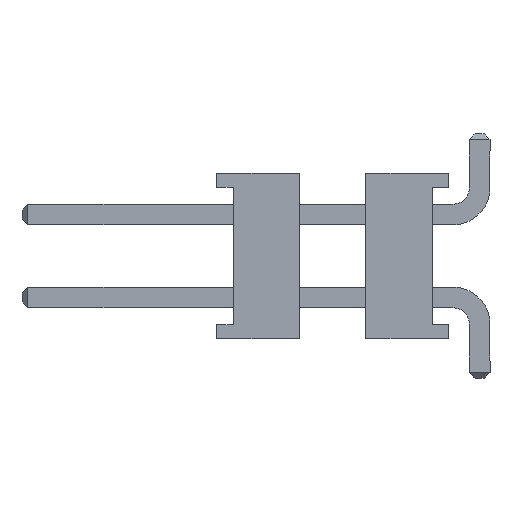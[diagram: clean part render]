
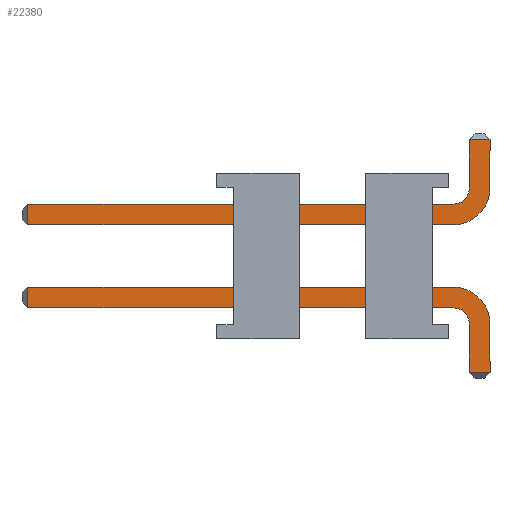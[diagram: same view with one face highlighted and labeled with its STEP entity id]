
A CAD part, left-side view. The second image highlights one B-rep face of the part: STEP entity #22380.
In plain terms, the highlighted planar face has unit normal (-1, 0, 0).
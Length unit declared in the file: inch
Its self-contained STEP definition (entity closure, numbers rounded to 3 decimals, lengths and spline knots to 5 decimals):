
#171=CIRCLE('',#23767,0.045);
#173=CIRCLE('',#23772,0.045);
#175=CIRCLE('',#23780,0.02);
#177=CIRCLE('',#23799,0.02);
#4873=ORIENTED_EDGE('',*,*,#9169,.F.);
#4874=ORIENTED_EDGE('',*,*,#9417,.T.);
#4875=ORIENTED_EDGE('',*,*,#9416,.F.);
#4876=ORIENTED_EDGE('',*,*,#9413,.T.);
#4877=ORIENTED_EDGE('',*,*,#9411,.F.);
#4878=ORIENTED_EDGE('',*,*,#9370,.F.);
#4879=ORIENTED_EDGE('',*,*,#9323,.F.);
#4880=ORIENTED_EDGE('',*,*,#9320,.F.);
#4881=ORIENTED_EDGE('',*,*,#8931,.F.);
#4882=ORIENTED_EDGE('',*,*,#9418,.T.);
#4883=ORIENTED_EDGE('',*,*,#8685,.F.);
#4884=ORIENTED_EDGE('',*,*,#9318,.F.);
#4885=ORIENTED_EDGE('',*,*,#8627,.F.);
#4886=ORIENTED_EDGE('',*,*,#9419,.T.);
#4887=ORIENTED_EDGE('',*,*,#8381,.F.);
#4888=ORIENTED_EDGE('',*,*,#9316,.F.);
#4889=ORIENTED_EDGE('',*,*,#9204,.F.);
#4890=ORIENTED_EDGE('',*,*,#9368,.F.);
#4891=ORIENTED_EDGE('',*,*,#9203,.F.);
#4892=ORIENTED_EDGE('',*,*,#9199,.T.);
#4893=ORIENTED_EDGE('',*,*,#9197,.F.);
#4894=ORIENTED_EDGE('',*,*,#9420,.T.);
#4895=ORIENTED_EDGE('',*,*,#9185,.F.);
#4896=ORIENTED_EDGE('',*,*,#9182,.F.);
#4897=ORIENTED_EDGE('',*,*,#9179,.F.);
#4898=ORIENTED_EDGE('',*,*,#9366,.F.);
#4899=ORIENTED_EDGE('',*,*,#9175,.F.);
#4900=ORIENTED_EDGE('',*,*,#9172,.F.);
#8381=EDGE_CURVE('',#10898,#10896,#13327,.T.);
#8627=EDGE_CURVE('',#11047,#11086,#13573,.T.);
#8685=EDGE_CURVE('',#11126,#11124,#13631,.T.);
#8931=EDGE_CURVE('',#11275,#11314,#13877,.T.);
#9169=EDGE_CURVE('',#11472,#11474,#14077,.T.);
#9172=EDGE_CURVE('',#11474,#11476,#171,.T.);
#9175=EDGE_CURVE('',#11476,#11478,#14081,.T.);
#9179=EDGE_CURVE('',#11482,#11480,#14085,.T.);
#9182=EDGE_CURVE('',#11480,#11484,#173,.T.);
#9185=EDGE_CURVE('',#11484,#11486,#14089,.T.);
#9197=EDGE_CURVE('',#11491,#11494,#14101,.T.);
#9199=EDGE_CURVE('',#11496,#11494,#175,.T.);
#9203=EDGE_CURVE('',#11496,#11498,#14105,.T.);
#9204=EDGE_CURVE('',#11499,#11500,#14106,.T.);
#9316=EDGE_CURVE('',#11500,#10898,#14218,.T.);
#9318=EDGE_CURVE('',#11086,#11126,#14220,.T.);
#9320=EDGE_CURVE('',#11314,#11527,#14222,.T.);
#9323=EDGE_CURVE('',#11527,#11529,#14225,.T.);
#9366=EDGE_CURVE('',#11478,#11482,#14268,.T.);
#9368=EDGE_CURVE('',#11498,#11499,#14270,.T.);
#9370=EDGE_CURVE('',#11529,#11532,#14272,.T.);
#9411=EDGE_CURVE('',#11532,#11534,#14313,.T.);
#9413=EDGE_CURVE('',#11536,#11534,#177,.T.);
#9416=EDGE_CURVE('',#11536,#11468,#14316,.T.);
#9417=EDGE_CURVE('',#11472,#11468,#14317,.T.);
#9418=EDGE_CURVE('',#11275,#11124,#14318,.T.);
#9419=EDGE_CURVE('',#11047,#10896,#14319,.T.);
#9420=EDGE_CURVE('',#11491,#11486,#14320,.T.);
#10896=VERTEX_POINT('',#33682);
#10898=VERTEX_POINT('',#33686);
#11047=VERTEX_POINT('',#34080);
#11086=VERTEX_POINT('',#34195);
#11124=VERTEX_POINT('',#34309);
#11126=VERTEX_POINT('',#34313);
#11275=VERTEX_POINT('',#34707);
#11314=VERTEX_POINT('',#34822);
#11468=VERTEX_POINT('',#35282);
#11472=VERTEX_POINT('',#35293);
#11474=VERTEX_POINT('',#35299);
#11476=VERTEX_POINT('',#35305);
#11478=VERTEX_POINT('',#35311);
#11480=VERTEX_POINT('',#35317);
#11482=VERTEX_POINT('',#35321);
#11484=VERTEX_POINT('',#35326);
#11486=VERTEX_POINT('',#35332);
#11491=VERTEX_POINT('',#35349);
#11494=VERTEX_POINT('',#35356);
#11496=VERTEX_POINT('',#35363);
#11498=VERTEX_POINT('',#35368);
#11499=VERTEX_POINT('',#35373);
#11500=VERTEX_POINT('',#35374);
#11527=VERTEX_POINT('',#35528);
#11529=VERTEX_POINT('',#35534);
#11532=VERTEX_POINT('',#35579);
#11534=VERTEX_POINT('',#35627);
#11536=VERTEX_POINT('',#35634);
#13327=LINE('',#33687,#16267);
#13573=LINE('',#34197,#16513);
#13631=LINE('',#34314,#16571);
#13877=LINE('',#34824,#16817);
#14077=LINE('',#35301,#17017);
#14081=LINE('',#35313,#17021);
#14085=LINE('',#35322,#17025);
#14089=LINE('',#35334,#17029);
#14101=LINE('',#35358,#17041);
#14105=LINE('',#35370,#17045);
#14106=LINE('',#35372,#17046);
#14218=LINE('',#35523,#17158);
#14220=LINE('',#35525,#17160);
#14222=LINE('',#35527,#17162);
#14225=LINE('',#35533,#17165);
#14268=LINE('',#35581,#17208);
#14270=LINE('',#35583,#17210);
#14272=LINE('',#35585,#17212);
#14313=LINE('',#35629,#17253);
#14316=LINE('',#35638,#17256);
#14317=LINE('',#35641,#17257);
#14318=LINE('',#35642,#17258);
#14319=LINE('',#35643,#17259);
#14320=LINE('',#35644,#17260);
#16267=VECTOR('',#27396,39.37008);
#16513=VECTOR('',#27794,39.37008);
#16571=VECTOR('',#27890,39.37008);
#16817=VECTOR('',#28288,39.37008);
#17017=VECTOR('',#28722,39.37008);
#17021=VECTOR('',#28734,39.37008);
#17025=VECTOR('',#28740,39.37008);
#17029=VECTOR('',#28752,39.37008);
#17041=VECTOR('',#28772,39.37008);
#17045=VECTOR('',#28784,39.37008);
#17046=VECTOR('',#28787,39.37008);
#17158=VECTOR('',#28921,39.37008);
#17160=VECTOR('',#28923,39.37008);
#17162=VECTOR('',#28925,39.37008);
#17165=VECTOR('',#28930,39.37008);
#17208=VECTOR('',#28975,39.37008);
#17210=VECTOR('',#28977,39.37008);
#17212=VECTOR('',#28979,39.37008);
#17253=VECTOR('',#29022,39.37008);
#17256=VECTOR('',#29033,39.37008);
#17257=VECTOR('',#29038,39.37008);
#17258=VECTOR('',#29039,39.37008);
#17259=VECTOR('',#29040,39.37008);
#17260=VECTOR('',#29041,39.37008);
#18558=EDGE_LOOP('',(#4873,#4874,#4875,#4876,#4877,#4878,#4879,#4880,#4881,
#4882,#4883,#4884,#4885,#4886,#4887,#4888,#4889,#4890,#4891,#4892,#4893,
#4894,#4895,#4896,#4897,#4898,#4899,#4900));
#20016=FACE_BOUND('',#18558,.T.);
#21158=PLANE('',#23802);
#22380=ADVANCED_FACE('',(#20016),#21158,.F.);
#23767=AXIS2_PLACEMENT_3D('',#35307,#28728,#28729);
#23772=AXIS2_PLACEMENT_3D('',#35328,#28746,#28747);
#23780=AXIS2_PLACEMENT_3D('',#35362,#28777,#28778);
#23799=AXIS2_PLACEMENT_3D('',#35633,#29027,#29028);
#23802=AXIS2_PLACEMENT_3D('',#35640,#29036,#29037);
#27396=DIRECTION('',(0.,1.,0.));
#27794=DIRECTION('',(0.,-1.,0.));
#27890=DIRECTION('',(0.,1.,0.));
#28288=DIRECTION('',(0.,-1.,0.));
#28722=DIRECTION('',(0.,0.,-1.));
#28728=DIRECTION('',(1.,0.,0.));
#28729=DIRECTION('',(0.,0.,-1.));
#28734=DIRECTION('',(0.,1.,0.));
#28740=DIRECTION('',(0.,-1.,0.));
#28746=DIRECTION('',(1.,0.,0.));
#28747=DIRECTION('',(0.,0.,-1.));
#28752=DIRECTION('',(0.,0.,-1.));
#28772=DIRECTION('',(0.,0.,1.));
#28777=DIRECTION('',(1.,0.,0.));
#28778=DIRECTION('',(0.,0.,-1.));
#28784=DIRECTION('',(0.,1.,0.));
#28787=DIRECTION('',(0.,1.,0.));
#28921=DIRECTION('',(0.,0.,1.));
#28923=DIRECTION('',(0.,0.,1.));
#28925=DIRECTION('',(0.,0.,1.));
#28930=DIRECTION('',(0.,-1.,0.));
#28975=DIRECTION('',(0.,0.,-1.));
#28977=DIRECTION('',(0.,0.,-1.));
#28979=DIRECTION('',(0.,0.,-1.));
#29022=DIRECTION('',(0.,-1.,0.));
#29027=DIRECTION('',(1.,0.,0.));
#29028=DIRECTION('',(0.,0.,-1.));
#29033=DIRECTION('',(0.,0.,1.));
#29036=DIRECTION('',(1.,0.,0.));
#29037=DIRECTION('',(0.,0.,-1.));
#29038=DIRECTION('',(0.,1.,0.));
#29039=DIRECTION('',(0.,0.,-1.));
#29040=DIRECTION('',(0.,0.,-1.));
#29041=DIRECTION('',(0.,-1.,0.));
#33682=CARTESIAN_POINT('',(-0.9625,0.50793,-0.0625));
#33686=CARTESIAN_POINT('',(-0.9625,0.035,-0.0625));
#33687=CARTESIAN_POINT('',(-0.9625,0.035,-0.0625));
#34080=CARTESIAN_POINT('',(-0.9625,0.50793,-0.0375));
#34195=CARTESIAN_POINT('',(-0.9625,0.035,-0.0375));
#34197=CARTESIAN_POINT('',(-0.9625,0.50793,-0.0375));
#34309=CARTESIAN_POINT('',(-0.9625,0.50793,0.0375));
#34313=CARTESIAN_POINT('',(-0.9625,0.035,0.0375));
#34314=CARTESIAN_POINT('',(-0.9625,0.035,0.0375));
#34707=CARTESIAN_POINT('',(-0.9625,0.50793,0.0625));
#34822=CARTESIAN_POINT('',(-0.9625,0.035,0.0625));
#34824=CARTESIAN_POINT('',(-0.9625,0.50793,0.0625));
#35282=CARTESIAN_POINT('',(-0.9625,-0.025,0.14043));
#35293=CARTESIAN_POINT('',(-0.9625,-0.05,0.14043));
#35299=CARTESIAN_POINT('',(-0.9625,-0.05,0.0825));
#35301=CARTESIAN_POINT('',(-0.9625,-0.05,0.14043));
#35305=CARTESIAN_POINT('',(-0.9625,-0.005,0.0375));
#35307=CARTESIAN_POINT('',(-0.9625,-0.005,0.0825));
#35311=CARTESIAN_POINT('',(-0.9625,0.025,0.0375));
#35313=CARTESIAN_POINT('',(-0.9625,-0.005,0.0375));
#35317=CARTESIAN_POINT('',(-0.9625,-0.005,-0.0375));
#35321=CARTESIAN_POINT('',(-0.9625,0.025,-0.0375));
#35322=CARTESIAN_POINT('',(-0.9625,0.025,-0.0375));
#35326=CARTESIAN_POINT('',(-0.9625,-0.05,-0.0825));
#35328=CARTESIAN_POINT('',(-0.9625,-0.005,-0.0825));
#35332=CARTESIAN_POINT('',(-0.9625,-0.05,-0.14043));
#35334=CARTESIAN_POINT('',(-0.9625,-0.05,-0.0825));
#35349=CARTESIAN_POINT('',(-0.9625,-0.025,-0.14043));
#35356=CARTESIAN_POINT('',(-0.9625,-0.025,-0.0825));
#35358=CARTESIAN_POINT('',(-0.9625,-0.025,-0.14043));
#35362=CARTESIAN_POINT('',(-0.9625,-0.005,-0.0825));
#35363=CARTESIAN_POINT('',(-0.9625,-0.005,-0.0625));
#35368=CARTESIAN_POINT('',(-0.9625,0.025,-0.0625));
#35370=CARTESIAN_POINT('',(-0.9625,-0.005,-0.0625));
#35372=CARTESIAN_POINT('',(-0.9625,0.025,-0.07));
#35373=CARTESIAN_POINT('',(-0.9625,0.025,-0.07));
#35374=CARTESIAN_POINT('',(-0.9625,0.035,-0.07));
#35523=CARTESIAN_POINT('',(-0.9625,0.035,-0.07));
#35525=CARTESIAN_POINT('',(-0.9625,0.035,-0.0375));
#35527=CARTESIAN_POINT('',(-0.9625,0.035,0.0625));
#35528=CARTESIAN_POINT('',(-0.9625,0.035,0.07));
#35533=CARTESIAN_POINT('',(-0.9625,0.035,0.07));
#35534=CARTESIAN_POINT('',(-0.9625,0.025,0.07));
#35579=CARTESIAN_POINT('',(-0.9625,0.025,0.0625));
#35581=CARTESIAN_POINT('',(-0.9625,0.025,0.0375));
#35583=CARTESIAN_POINT('',(-0.9625,0.025,-0.0625));
#35585=CARTESIAN_POINT('',(-0.9625,0.025,0.07));
#35627=CARTESIAN_POINT('',(-0.9625,-0.005,0.0625));
#35629=CARTESIAN_POINT('',(-0.9625,0.025,0.0625));
#35633=CARTESIAN_POINT('',(-0.9625,-0.005,0.0825));
#35634=CARTESIAN_POINT('',(-0.9625,-0.025,0.0825));
#35638=CARTESIAN_POINT('',(-0.9625,-0.025,0.0825));
#35640=CARTESIAN_POINT('',(-0.9625,-0.005,0.0825));
#35641=CARTESIAN_POINT('',(-0.9625,-0.005,0.14043));
#35642=CARTESIAN_POINT('',(-0.9625,0.50793,0.0825));
#35643=CARTESIAN_POINT('',(-0.9625,0.50793,0.0825));
#35644=CARTESIAN_POINT('',(-0.9625,-0.005,-0.14043));
